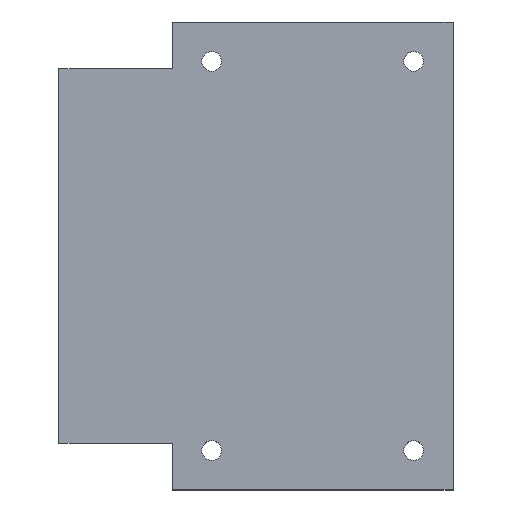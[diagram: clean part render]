
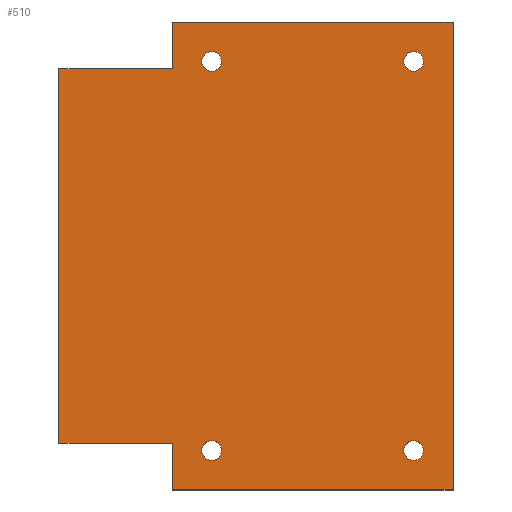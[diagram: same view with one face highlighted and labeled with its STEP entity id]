
A CAD part, top view. The second image highlights one B-rep face of the part: STEP entity #510.
In plain terms, the highlighted planar face has unit normal (0, 0, 1).
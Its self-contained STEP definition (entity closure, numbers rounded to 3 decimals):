
#42=CARTESIAN_POINT('',(-113.,162.,8.));
#43=VERTEX_POINT('',#42);
#50=CARTESIAN_POINT('',(-136.,162.,8.));
#51=VERTEX_POINT('',#50);
#52=CARTESIAN_POINT('',(-113.,162.,8.));
#53=DIRECTION('',(-1.,0.,0.));
#54=VECTOR('',#53,23.);
#55=LINE('',#52,#54);
#56=EDGE_CURVE('',#43,#51,#55,.T.);
#80=CARTESIAN_POINT('',(-113.,152.5,8.));
#81=VERTEX_POINT('',#80);
#88=CARTESIAN_POINT('',(-113.,152.5,8.));
#89=DIRECTION('',(0.,1.,0.));
#90=VECTOR('',#89,9.5);
#91=LINE('',#88,#90);
#92=EDGE_CURVE('',#81,#43,#91,.T.);
#111=CARTESIAN_POINT('',(-56.,152.5,8.));
#112=VERTEX_POINT('',#111);
#119=CARTESIAN_POINT('',(-113.,152.5,8.));
#120=DIRECTION('',(1.,0.,-0.));
#121=VECTOR('',#120,57.);
#122=LINE('',#119,#121);
#123=EDGE_CURVE('',#81,#112,#122,.T.);
#142=CARTESIAN_POINT('',(-56.,247.5,8.));
#143=VERTEX_POINT('',#142);
#150=CARTESIAN_POINT('',(-56.,152.5,8.));
#151=DIRECTION('',(0.,1.,0.));
#152=VECTOR('',#151,95.);
#153=LINE('',#150,#152);
#154=EDGE_CURVE('',#112,#143,#153,.T.);
#173=CARTESIAN_POINT('',(-113.,247.5,8.));
#174=VERTEX_POINT('',#173);
#181=CARTESIAN_POINT('',(-56.,247.5,8.));
#182=DIRECTION('',(-1.,0.,0.));
#183=VECTOR('',#182,57.);
#184=LINE('',#181,#183);
#185=EDGE_CURVE('',#143,#174,#184,.T.);
#204=CARTESIAN_POINT('',(-113.,238.,8.));
#205=VERTEX_POINT('',#204);
#212=CARTESIAN_POINT('',(-113.,247.5,8.));
#213=DIRECTION('',(0.,-1.,0.));
#214=VECTOR('',#213,9.5);
#215=LINE('',#212,#214);
#216=EDGE_CURVE('',#174,#205,#215,.T.);
#235=CARTESIAN_POINT('',(-136.,238.,8.));
#236=VERTEX_POINT('',#235);
#243=CARTESIAN_POINT('',(-113.,238.,8.));
#244=DIRECTION('',(-1.,0.,0.));
#245=VECTOR('',#244,23.);
#246=LINE('',#243,#245);
#247=EDGE_CURVE('',#205,#236,#246,.T.);
#260=CARTESIAN_POINT('',(-107.,160.5,8.));
#261=VERTEX_POINT('',#260);
#285=CARTESIAN_POINT('',(-103.,160.5,8.));
#286=VERTEX_POINT('',#285);
#287=CARTESIAN_POINT('',(-105.,160.5,8.));
#288=DIRECTION('',(0.,0.,1.));
#289=DIRECTION('',(1.,0.,-0.));
#290=AXIS2_PLACEMENT_3D('',#287,#288,#289);
#291=CIRCLE('',#290,2.);
#292=EDGE_CURVE('',#261,#286,#291,.T.);
#294=CARTESIAN_POINT('',(-105.,160.5,8.));
#295=DIRECTION('',(0.,0.,1.));
#296=DIRECTION('',(1.,0.,-0.));
#297=AXIS2_PLACEMENT_3D('',#294,#295,#296);
#298=CIRCLE('',#297,2.);
#299=EDGE_CURVE('',#286,#261,#298,.T.);
#311=CARTESIAN_POINT('',(-66.,160.5,8.));
#312=VERTEX_POINT('',#311);
#336=CARTESIAN_POINT('',(-62.,160.5,8.));
#337=VERTEX_POINT('',#336);
#338=CARTESIAN_POINT('',(-64.,160.5,8.));
#339=DIRECTION('',(0.,0.,1.));
#340=DIRECTION('',(1.,0.,-0.));
#341=AXIS2_PLACEMENT_3D('',#338,#339,#340);
#342=CIRCLE('',#341,2.);
#343=EDGE_CURVE('',#312,#337,#342,.T.);
#345=CARTESIAN_POINT('',(-64.,160.5,8.));
#346=DIRECTION('',(0.,0.,1.));
#347=DIRECTION('',(1.,0.,-0.));
#348=AXIS2_PLACEMENT_3D('',#345,#346,#347);
#349=CIRCLE('',#348,2.);
#350=EDGE_CURVE('',#337,#312,#349,.T.);
#362=CARTESIAN_POINT('',(-107.,239.5,8.));
#363=VERTEX_POINT('',#362);
#387=CARTESIAN_POINT('',(-103.,239.5,8.));
#388=VERTEX_POINT('',#387);
#389=CARTESIAN_POINT('',(-105.,239.5,8.));
#390=DIRECTION('',(0.,0.,1.));
#391=DIRECTION('',(1.,0.,-0.));
#392=AXIS2_PLACEMENT_3D('',#389,#390,#391);
#393=CIRCLE('',#392,2.);
#394=EDGE_CURVE('',#363,#388,#393,.T.);
#396=CARTESIAN_POINT('',(-105.,239.5,8.));
#397=DIRECTION('',(0.,0.,1.));
#398=DIRECTION('',(1.,0.,-0.));
#399=AXIS2_PLACEMENT_3D('',#396,#397,#398);
#400=CIRCLE('',#399,2.);
#401=EDGE_CURVE('',#388,#363,#400,.T.);
#413=CARTESIAN_POINT('',(-66.,239.5,8.));
#414=VERTEX_POINT('',#413);
#438=CARTESIAN_POINT('',(-62.,239.5,8.));
#439=VERTEX_POINT('',#438);
#440=CARTESIAN_POINT('',(-64.,239.5,8.));
#441=DIRECTION('',(0.,0.,1.));
#442=DIRECTION('',(1.,0.,-0.));
#443=AXIS2_PLACEMENT_3D('',#440,#441,#442);
#444=CIRCLE('',#443,2.);
#445=EDGE_CURVE('',#414,#439,#444,.T.);
#447=CARTESIAN_POINT('',(-64.,239.5,8.));
#448=DIRECTION('',(0.,0.,1.));
#449=DIRECTION('',(1.,0.,-0.));
#450=AXIS2_PLACEMENT_3D('',#447,#448,#449);
#451=CIRCLE('',#450,2.);
#452=EDGE_CURVE('',#439,#414,#451,.T.);
#469=CARTESIAN_POINT('',(-136.,238.,8.));
#470=DIRECTION('',(0.,-1.,0.));
#471=VECTOR('',#470,76.);
#472=LINE('',#469,#471);
#473=EDGE_CURVE('',#236,#51,#472,.T.);
#479=CARTESIAN_POINT('',(10.,0.,8.));
#480=DIRECTION('',(0.,0.,1.));
#481=DIRECTION('',(1.,0.,0.));
#482=AXIS2_PLACEMENT_3D('',#479,#480,#481);
#483=PLANE('',#482);
#484=ORIENTED_EDGE('',*,*,#445,.F.);
#485=ORIENTED_EDGE('',*,*,#452,.F.);
#486=EDGE_LOOP('',(#484,#485));
#487=FACE_BOUND('',#486,.T.);
#488=ORIENTED_EDGE('',*,*,#394,.F.);
#489=ORIENTED_EDGE('',*,*,#401,.F.);
#490=EDGE_LOOP('',(#488,#489));
#491=FACE_BOUND('',#490,.T.);
#492=ORIENTED_EDGE('',*,*,#343,.F.);
#493=ORIENTED_EDGE('',*,*,#350,.F.);
#494=EDGE_LOOP('',(#492,#493));
#495=FACE_BOUND('',#494,.T.);
#496=ORIENTED_EDGE('',*,*,#292,.F.);
#497=ORIENTED_EDGE('',*,*,#299,.F.);
#498=EDGE_LOOP('',(#496,#497));
#499=FACE_BOUND('',#498,.T.);
#500=ORIENTED_EDGE('',*,*,#56,.F.);
#501=ORIENTED_EDGE('',*,*,#92,.F.);
#502=ORIENTED_EDGE('',*,*,#123,.T.);
#503=ORIENTED_EDGE('',*,*,#154,.T.);
#504=ORIENTED_EDGE('',*,*,#185,.T.);
#505=ORIENTED_EDGE('',*,*,#216,.T.);
#506=ORIENTED_EDGE('',*,*,#247,.T.);
#507=ORIENTED_EDGE('',*,*,#473,.T.);
#508=EDGE_LOOP('',(#500,#501,#502,#503,#504,#505,#506,#507));
#509=FACE_BOUND('',#508,.T.);
#510=ADVANCED_FACE('',(#487,#491,#495,#499,#509),#483,.T.);
